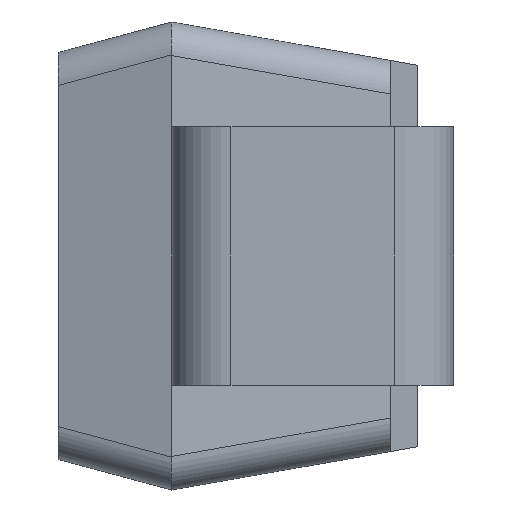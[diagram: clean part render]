
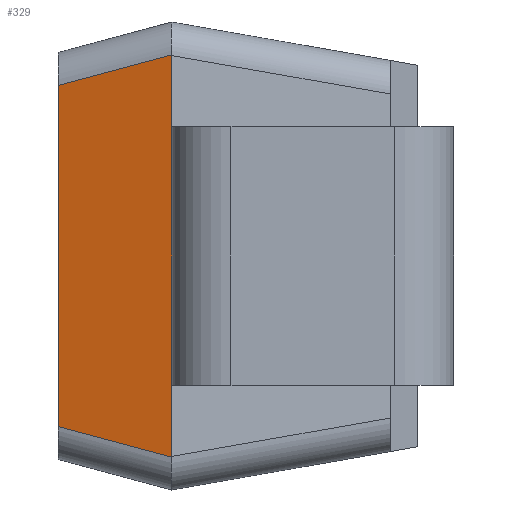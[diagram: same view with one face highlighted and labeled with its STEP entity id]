
A CAD part, left-side view. The second image highlights one B-rep face of the part: STEP entity #329.
In plain terms, the highlighted planar face has unit normal (-0.966, 0.259, 0).
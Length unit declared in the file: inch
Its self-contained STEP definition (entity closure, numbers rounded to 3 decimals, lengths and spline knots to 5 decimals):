
#31 = DIRECTION ( 'NONE',  ( -0.966, 0.259, 0. ) ) ;
#36 = EDGE_LOOP ( 'NONE', ( #1564, #1452, #523, #100, #1818, #1380 ) ) ;
#46 = LINE ( 'NONE', #75, #1503 ) ;
#75 = CARTESIAN_POINT ( 'NONE',  ( -0.07594, 0.0958, 0.0352 ) ) ;
#95 = DIRECTION ( 'NONE',  ( 0.251, 0.935, -0.251 ) ) ;
#100 = ORIENTED_EDGE ( 'NONE', *, *, #1570, .T. ) ;
#129 = VERTEX_POINT ( 'NONE', #961 ) ;
#166 = CARTESIAN_POINT ( 'NONE',  ( -0.0783, 0.087, -0.03756 ) ) ;
#180 = DIRECTION ( 'NONE',  ( 0., 0., -1. ) ) ;
#183 = EDGE_CURVE ( 'NONE', #129, #448, #46, .T. ) ;
#250 = CARTESIAN_POINT ( 'NONE',  ( -0.085, 0.062, 0.04411 ) ) ;
#257 = VECTOR ( 'NONE', #180, 39.37008 ) ;
#329 = ADVANCED_FACE ( 'NONE', ( #729 ), #1776, .T. ) ;
#342 = EDGE_CURVE ( 'NONE', #1163, #957, #1225, .T. ) ;
#442 = CARTESIAN_POINT ( 'NONE',  ( -0.085, 0.062, 0.04416 ) ) ;
#448 = VERTEX_POINT ( 'NONE', #1352 ) ;
#523 = ORIENTED_EDGE ( 'NONE', *, *, #1293, .F. ) ;
#570 = DIRECTION ( 'NONE',  ( 0., 0., -1. ) ) ;
#640 = AXIS2_PLACEMENT_3D ( 'NONE', #765, #31, #570 ) ;
#692 = DIRECTION ( 'NONE',  ( 0., 0., 1. ) ) ;
#710 = CARTESIAN_POINT ( 'NONE',  ( -0.085, 0.062, -0.04425 ) ) ;
#718 = CARTESIAN_POINT ( 'NONE',  ( -0.085, 0.062, -0.04421 ) ) ;
#729 = FACE_OUTER_BOUND ( 'NONE', #36, .T. ) ;
#733 = CARTESIAN_POINT ( 'NONE',  ( -0.085, 0.062, 0.04421 ) ) ;
#757 = VERTEX_POINT ( 'NONE', #1861 ) ;
#765 = CARTESIAN_POINT ( 'NONE',  ( -0.0783, 0.087, 0. ) ) ;
#860 = VERTEX_POINT ( 'NONE', #166 ) ;
#957 = VERTEX_POINT ( 'NONE', #1522 ) ;
#961 = CARTESIAN_POINT ( 'NONE',  ( -0.085, 0.062, 0.04425 ) ) ;
#989 = CARTESIAN_POINT ( 'NONE',  ( -0.07594, 0.0958, -0.0352 ) ) ;
#1064 = CARTESIAN_POINT ( 'NONE',  ( -0.085, 0.062, -0.04416 ) ) ;
#1118 = VECTOR ( 'NONE', #692, 39.37008 ) ;
#1124 = CARTESIAN_POINT ( 'NONE',  ( -0.085, 0.062, 0.04425 ) ) ;
#1162 = DIRECTION ( 'NONE',  ( -0.251, -0.935, -0.251 ) ) ;
#1163 = VERTEX_POINT ( 'NONE', #1718 ) ;
#1189 = EDGE_CURVE ( 'NONE', #860, #448, #1438, .T. ) ;
#1200 = EDGE_CURVE ( 'NONE', #860, #1163, #1743, .T. ) ;
#1225 =( BOUNDED_CURVE ( )  B_SPLINE_CURVE ( 3, ( #710, #718, #1064, #1332 ),
 .UNSPECIFIED., .F., .T. ) 
 B_SPLINE_CURVE_WITH_KNOTS ( ( 4, 4 ),
 ( 3.04354, 3.06198 ),
 .UNSPECIFIED. ) 
 CURVE ( )  GEOMETRIC_REPRESENTATION_ITEM ( )  RATIONAL_B_SPLINE_CURVE ( ( 1., 1., 1., 1. ) ) 
 REPRESENTATION_ITEM ( '' )  );
#1293 = EDGE_CURVE ( 'NONE', #757, #957, #1788, .T. ) ;
#1332 = CARTESIAN_POINT ( 'NONE',  ( -0.085, 0.062, -0.04411 ) ) ;
#1352 = CARTESIAN_POINT ( 'NONE',  ( -0.0783, 0.087, 0.03756 ) ) ;
#1380 = ORIENTED_EDGE ( 'NONE', *, *, #1189, .F. ) ;
#1438 = LINE ( 'NONE', #1912, #1118 ) ;
#1452 = ORIENTED_EDGE ( 'NONE', *, *, #342, .T. ) ;
#1503 = VECTOR ( 'NONE', #95, 39.37008 ) ;
#1509 = CARTESIAN_POINT ( 'NONE',  ( -0.085, 0.062, -0.0515 ) ) ;
#1522 = CARTESIAN_POINT ( 'NONE',  ( -0.085, 0.062, -0.04411 ) ) ;
#1557 = VECTOR ( 'NONE', #1162, 39.37008 ) ;
#1564 = ORIENTED_EDGE ( 'NONE', *, *, #1200, .T. ) ;
#1570 = EDGE_CURVE ( 'NONE', #757, #129, #1748, .T. ) ;
#1718 = CARTESIAN_POINT ( 'NONE',  ( -0.085, 0.062, -0.04425 ) ) ;
#1743 = LINE ( 'NONE', #989, #1557 ) ;
#1748 =( BOUNDED_CURVE ( )  B_SPLINE_CURVE ( 3, ( #250, #442, #733, #1124 ),
 .UNSPECIFIED., .F., .T. ) 
 B_SPLINE_CURVE_WITH_KNOTS ( ( 4, 4 ),
 ( 3.2212, 3.23964 ),
 .UNSPECIFIED. ) 
 CURVE ( )  GEOMETRIC_REPRESENTATION_ITEM ( )  RATIONAL_B_SPLINE_CURVE ( ( 1., 1., 1., 1. ) ) 
 REPRESENTATION_ITEM ( '' )  );
#1776 = PLANE ( 'NONE',  #640 ) ;
#1788 = LINE ( 'NONE', #1509, #257 ) ;
#1818 = ORIENTED_EDGE ( 'NONE', *, *, #183, .T. ) ;
#1861 = CARTESIAN_POINT ( 'NONE',  ( -0.085, 0.062, 0.04411 ) ) ;
#1912 = CARTESIAN_POINT ( 'NONE',  ( -0.0783, 0.087, 0.0515 ) ) ;
